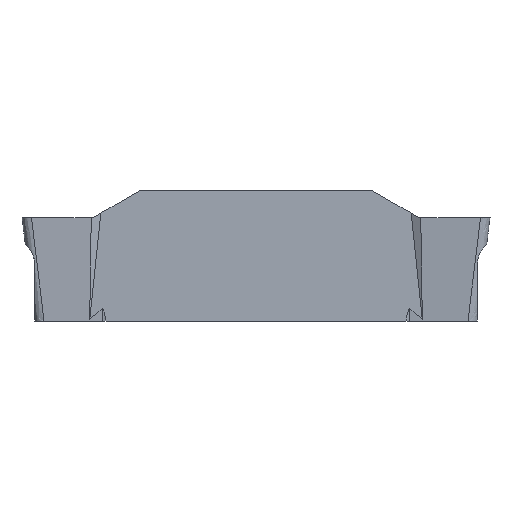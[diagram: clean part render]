
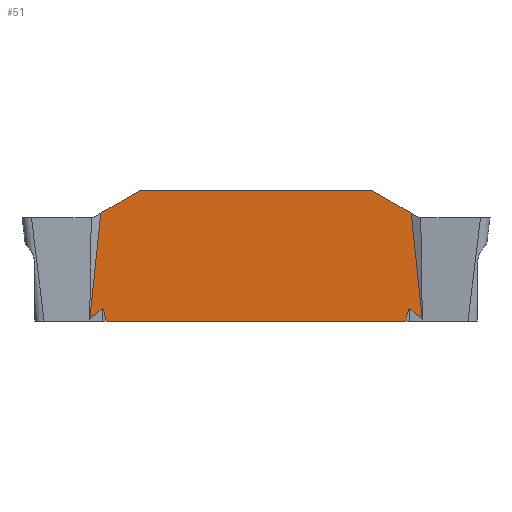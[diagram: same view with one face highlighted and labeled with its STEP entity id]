
A CAD part, left-side view. The second image highlights one B-rep face of the part: STEP entity #51.
In plain terms, the highlighted planar face has unit normal (-1, 0, 0).
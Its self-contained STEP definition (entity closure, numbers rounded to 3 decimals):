
#51=ADVANCED_FACE('SIDE_IB_1_SU5',(#107),#85,.F.);
#85=PLANE('',#702);
#107=FACE_OUTER_BOUND('',#141,.T.);
#141=EDGE_LOOP('',(#203,#204,#205,#206,#207,#208,#209,#210,#211,#212));
#175=B_SPLINE_CURVE_WITH_KNOTS('',3,(#877,#878,#879,#880,#881,#882,#883,
#884,#885,#886,#887,#888,#889,#890,#891,#892,#893,#894,#895,#896,#897,#898,
#899,#900,#901),.UNSPECIFIED.,.F.,.F.,(4,3,3,3,3,3,3,3,4),(0.,0.013,
0.026,0.037,0.052,0.079,
0.172,0.616,1.),.UNSPECIFIED.);
#176=B_SPLINE_CURVE_WITH_KNOTS('',3,(#905,#906,#907,#908,#909,#910,#911,
#912,#913,#914,#915,#916,#917,#918,#919,#920,#921,#922,#923,#924,#925,#926,
#927,#928,#929,#930,#931,#932,#933,#934,#935,#936,#937,#938,#939,#940,#941),
 .UNSPECIFIED.,.F.,.F.,(4,3,3,3,3,3,3,3,3,3,3,3,4),(0.,0.379,
0.604,0.738,0.819,0.87,
0.917,0.94,0.957,0.969,
0.981,0.994,1.),.UNSPECIFIED.);
#203=ORIENTED_EDGE('',*,*,#459,.T.);
#204=ORIENTED_EDGE('',*,*,#460,.T.);
#205=ORIENTED_EDGE('',*,*,#461,.F.);
#206=ORIENTED_EDGE('',*,*,#462,.T.);
#207=ORIENTED_EDGE('',*,*,#463,.T.);
#208=ORIENTED_EDGE('',*,*,#464,.T.);
#209=ORIENTED_EDGE('',*,*,#465,.F.);
#210=ORIENTED_EDGE('',*,*,#466,.F.);
#211=ORIENTED_EDGE('',*,*,#467,.F.);
#212=ORIENTED_EDGE('',*,*,#468,.T.);
#395=VERTEX_POINT('',#875);
#396=VERTEX_POINT('',#876);
#397=VERTEX_POINT('',#902);
#398=VERTEX_POINT('',#904);
#399=VERTEX_POINT('',#942);
#400=VERTEX_POINT('',#944);
#401=VERTEX_POINT('',#946);
#402=VERTEX_POINT('',#948);
#403=VERTEX_POINT('',#950);
#404=VERTEX_POINT('',#952);
#459=EDGE_CURVE('',#395,#396,#555,.T.);
#460=EDGE_CURVE('',#396,#397,#175,.T.);
#461=EDGE_CURVE('',#398,#397,#556,.T.);
#462=EDGE_CURVE('',#398,#399,#176,.T.);
#463=EDGE_CURVE('',#399,#400,#557,.T.);
#464=EDGE_CURVE('',#400,#401,#558,.T.);
#465=EDGE_CURVE('',#402,#401,#559,.T.);
#466=EDGE_CURVE('',#403,#402,#560,.T.);
#467=EDGE_CURVE('',#404,#403,#561,.T.);
#468=EDGE_CURVE('',#404,#395,#562,.T.);
#555=LINE('',#874,#607);
#556=LINE('',#903,#608);
#557=LINE('',#943,#609);
#558=LINE('',#945,#610);
#559=LINE('',#947,#611);
#560=LINE('',#949,#612);
#561=LINE('',#951,#613);
#562=LINE('',#953,#614);
#607=VECTOR('',#738,1.);
#608=VECTOR('',#739,1.);
#609=VECTOR('',#740,1.);
#610=VECTOR('',#741,1.);
#611=VECTOR('',#742,1.);
#612=VECTOR('',#743,1.);
#613=VECTOR('',#744,1.);
#614=VECTOR('',#745,1.);
#702=AXIS2_PLACEMENT_3D('',#954,#746,#747);
#738=DIRECTION('',(0.,-0.769,0.64));
#739=DIRECTION('',(0.,1.,0.));
#740=DIRECTION('',(0.,-0.769,-0.64));
#741=DIRECTION('',(0.,0.104,0.995));
#742=DIRECTION('',(0.,-0.866,-0.5));
#743=DIRECTION('',(0.,-1.,0.));
#744=DIRECTION('',(0.,-0.866,0.5));
#745=DIRECTION('',(0.,0.104,-0.995));
#746=DIRECTION('',(1.,0.,0.));
#747=DIRECTION('',(0.,0.,-1.));
#874=CARTESIAN_POINT('',(-1.15,0.804,0.965));
#875=CARTESIAN_POINT('',(-1.15,7.383,-4.511));
#876=CARTESIAN_POINT('',(-1.15,6.833,-4.053));
#877=CARTESIAN_POINT('',(-1.15,6.833,-4.053));
#878=CARTESIAN_POINT('',(-1.15,6.831,-4.051));
#879=CARTESIAN_POINT('',(-1.15,6.829,-4.05));
#880=CARTESIAN_POINT('',(-1.15,6.826,-4.049));
#881=CARTESIAN_POINT('',(-1.15,6.824,-4.047));
#882=CARTESIAN_POINT('',(-1.15,6.821,-4.047));
#883=CARTESIAN_POINT('',(-1.15,6.819,-4.047));
#884=CARTESIAN_POINT('',(-1.15,6.816,-4.046));
#885=CARTESIAN_POINT('',(-1.15,6.814,-4.047));
#886=CARTESIAN_POINT('',(-1.15,6.812,-4.047));
#887=CARTESIAN_POINT('',(-1.15,6.809,-4.048));
#888=CARTESIAN_POINT('',(-1.15,6.806,-4.05));
#889=CARTESIAN_POINT('',(-1.15,6.804,-4.052));
#890=CARTESIAN_POINT('',(-1.15,6.799,-4.055));
#891=CARTESIAN_POINT('',(-1.15,6.796,-4.059));
#892=CARTESIAN_POINT('',(-1.15,6.792,-4.063));
#893=CARTESIAN_POINT('',(-1.15,6.781,-4.077));
#894=CARTESIAN_POINT('',(-1.15,6.773,-4.095));
#895=CARTESIAN_POINT('',(-1.15,6.766,-4.112));
#896=CARTESIAN_POINT('',(-1.15,6.733,-4.193));
#897=CARTESIAN_POINT('',(-1.15,6.715,-4.281));
#898=CARTESIAN_POINT('',(-1.15,6.698,-4.367));
#899=CARTESIAN_POINT('',(-1.15,6.683,-4.442));
#900=CARTESIAN_POINT('',(-1.15,6.671,-4.517));
#901=CARTESIAN_POINT('',(-1.15,6.659,-4.592));
#902=CARTESIAN_POINT('',(-1.15,6.659,-4.592));
#903=CARTESIAN_POINT('',(-1.15,0.,-4.592));
#904=CARTESIAN_POINT('',(-1.15,-6.659,-4.592));
#905=CARTESIAN_POINT('',(-1.15,-6.659,-4.592));
#906=CARTESIAN_POINT('',(-1.15,-6.671,-4.518));
#907=CARTESIAN_POINT('',(-1.15,-6.683,-4.444));
#908=CARTESIAN_POINT('',(-1.15,-6.698,-4.37));
#909=CARTESIAN_POINT('',(-1.15,-6.706,-4.326));
#910=CARTESIAN_POINT('',(-1.15,-6.716,-4.282));
#911=CARTESIAN_POINT('',(-1.15,-6.727,-4.239));
#912=CARTESIAN_POINT('',(-1.15,-6.733,-4.213));
#913=CARTESIAN_POINT('',(-1.15,-6.74,-4.187));
#914=CARTESIAN_POINT('',(-1.15,-6.748,-4.162));
#915=CARTESIAN_POINT('',(-1.15,-6.753,-4.146));
#916=CARTESIAN_POINT('',(-1.15,-6.758,-4.131));
#917=CARTESIAN_POINT('',(-1.15,-6.764,-4.116));
#918=CARTESIAN_POINT('',(-1.15,-6.768,-4.107));
#919=CARTESIAN_POINT('',(-1.15,-6.772,-4.097));
#920=CARTESIAN_POINT('',(-1.15,-6.777,-4.088));
#921=CARTESIAN_POINT('',(-1.15,-6.781,-4.08));
#922=CARTESIAN_POINT('',(-1.15,-6.785,-4.072));
#923=CARTESIAN_POINT('',(-1.15,-6.791,-4.064));
#924=CARTESIAN_POINT('',(-1.15,-6.794,-4.061));
#925=CARTESIAN_POINT('',(-1.15,-6.797,-4.057));
#926=CARTESIAN_POINT('',(-1.15,-6.8,-4.054));
#927=CARTESIAN_POINT('',(-1.15,-6.803,-4.052));
#928=CARTESIAN_POINT('',(-1.15,-6.806,-4.05));
#929=CARTESIAN_POINT('',(-1.15,-6.809,-4.048));
#930=CARTESIAN_POINT('',(-1.15,-6.811,-4.048));
#931=CARTESIAN_POINT('',(-1.15,-6.813,-4.047));
#932=CARTESIAN_POINT('',(-1.15,-6.816,-4.047));
#933=CARTESIAN_POINT('',(-1.15,-6.818,-4.046));
#934=CARTESIAN_POINT('',(-1.15,-6.821,-4.047));
#935=CARTESIAN_POINT('',(-1.15,-6.823,-4.047));
#936=CARTESIAN_POINT('',(-1.15,-6.825,-4.048));
#937=CARTESIAN_POINT('',(-1.15,-6.828,-4.049));
#938=CARTESIAN_POINT('',(-1.15,-6.83,-4.051));
#939=CARTESIAN_POINT('',(-1.15,-6.831,-4.051));
#940=CARTESIAN_POINT('',(-1.15,-6.832,-4.052));
#941=CARTESIAN_POINT('',(-1.15,-6.833,-4.053));
#942=CARTESIAN_POINT('',(-1.15,-6.833,-4.053));
#943=CARTESIAN_POINT('',(-1.15,-0.804,0.965));
#944=CARTESIAN_POINT('',(-1.15,-7.383,-4.511));
#945=CARTESIAN_POINT('',(-1.15,-6.835,0.716));
#946=CARTESIAN_POINT('',(-1.15,-6.889,0.202));
#947=CARTESIAN_POINT('',(-1.15,-1.81,3.134));
#948=CARTESIAN_POINT('',(-1.15,-5.173,1.192));
#949=CARTESIAN_POINT('',(-1.15,0.,1.192));
#950=CARTESIAN_POINT('',(-1.15,5.173,1.192));
#951=CARTESIAN_POINT('',(-1.15,1.81,3.134));
#952=CARTESIAN_POINT('',(-1.15,6.889,0.202));
#953=CARTESIAN_POINT('',(-1.15,6.835,0.716));
#954=CARTESIAN_POINT('',(-1.15,0.,0.));
